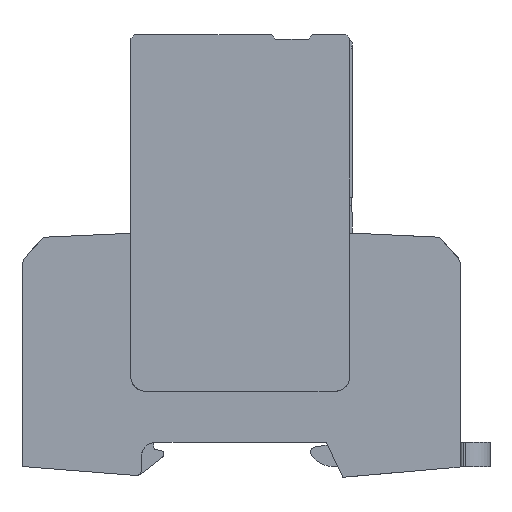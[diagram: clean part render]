
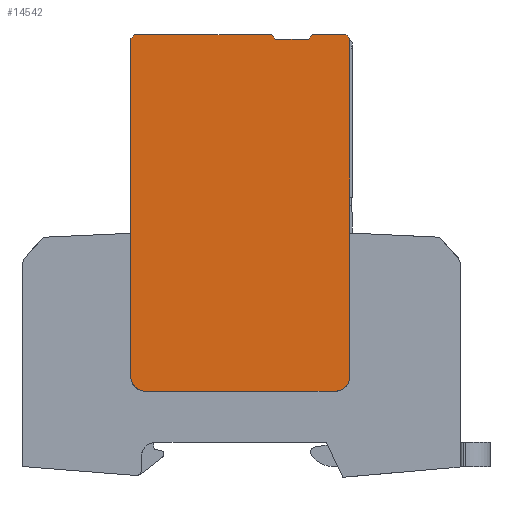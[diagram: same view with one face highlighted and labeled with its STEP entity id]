
A CAD part, left-side view. The second image highlights one B-rep face of the part: STEP entity #14542.
In plain terms, the highlighted planar face has unit normal (-1, 0, 0).
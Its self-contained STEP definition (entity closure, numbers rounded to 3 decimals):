
#14389=AXIS2_PLACEMENT_3D('Plane Axis2P3D',#14386,#14387,#14388) ;
#14386=CARTESIAN_POINT('Axis2P3D Location',(0.,72.86,17.703)) ;
#14392=CARTESIAN_POINT('Control Point',(0.,73.86,53.28)) ;
#14393=CARTESIAN_POINT('Control Point',(0.,73.86,46.765)) ;
#14394=CARTESIAN_POINT('Control Point',(0.,73.86,40.249)) ;
#14395=CARTESIAN_POINT('Control Point',(0.,73.86,33.734)) ;
#14396=CARTESIAN_POINT('Control Point',(0.,73.86,27.218)) ;
#14397=CARTESIAN_POINT('Control Point',(0.,73.86,20.703)) ;
#14398=CARTESIAN_POINT('Vertex',(0.,73.86,53.28)) ;
#14400=CARTESIAN_POINT('Vertex',(0.,73.86,20.703)) ;
#14404=CARTESIAN_POINT('Control Point',(0.,73.86,20.703)) ;
#14405=CARTESIAN_POINT('Control Point',(0.,73.86,19.76)) ;
#14406=CARTESIAN_POINT('Control Point',(0.,73.491,18.817)) ;
#14407=CARTESIAN_POINT('Control Point',(0.,72.746,18.072)) ;
#14408=CARTESIAN_POINT('Control Point',(0.,71.803,17.703)) ;
#14409=CARTESIAN_POINT('Control Point',(0.,70.86,17.703)) ;
#14410=CARTESIAN_POINT('Vertex',(0.,70.86,17.703)) ;
#14414=CARTESIAN_POINT('Control Point',(0.,70.86,17.703)) ;
#14415=CARTESIAN_POINT('Control Point',(0.,63.06,17.703)) ;
#14416=CARTESIAN_POINT('Control Point',(0.,55.26,17.703)) ;
#14417=CARTESIAN_POINT('Control Point',(0.,47.46,17.703)) ;
#14418=CARTESIAN_POINT('Control Point',(0.,39.66,17.703)) ;
#14419=CARTESIAN_POINT('Control Point',(0.,31.86,17.703)) ;
#14420=CARTESIAN_POINT('Vertex',(0.,31.86,17.703)) ;
#14424=CARTESIAN_POINT('Control Point',(0.,31.86,17.703)) ;
#14425=CARTESIAN_POINT('Control Point',(0.,30.918,17.703)) ;
#14426=CARTESIAN_POINT('Control Point',(0.,29.975,18.072)) ;
#14427=CARTESIAN_POINT('Control Point',(0.,29.229,18.817)) ;
#14428=CARTESIAN_POINT('Control Point',(0.,28.86,19.76)) ;
#14429=CARTESIAN_POINT('Control Point',(0.,28.86,20.703)) ;
#14430=CARTESIAN_POINT('Vertex',(0.,28.86,20.703)) ;
#14434=CARTESIAN_POINT('Control Point',(0.,28.86,20.703)) ;
#14435=CARTESIAN_POINT('Control Point',(0.,28.86,27.218)) ;
#14436=CARTESIAN_POINT('Control Point',(0.,28.86,33.734)) ;
#14437=CARTESIAN_POINT('Control Point',(0.,28.86,40.249)) ;
#14438=CARTESIAN_POINT('Control Point',(0.,28.86,46.765)) ;
#14439=CARTESIAN_POINT('Control Point',(0.,28.86,53.28)) ;
#14440=CARTESIAN_POINT('Vertex',(0.,28.86,53.28)) ;
#14444=CARTESIAN_POINT('Control Point',(0.,28.86,53.28)) ;
#14445=CARTESIAN_POINT('Control Point',(0.,28.86,59.144)) ;
#14446=CARTESIAN_POINT('Control Point',(0.,28.86,65.008)) ;
#14447=CARTESIAN_POINT('Control Point',(0.,28.86,70.872)) ;
#14448=CARTESIAN_POINT('Control Point',(0.,28.86,76.736)) ;
#14449=CARTESIAN_POINT('Control Point',(0.,28.86,82.6)) ;
#14450=CARTESIAN_POINT('Vertex',(0.,28.86,82.6)) ;
#14453=CARTESIAN_POINT('Line Origine',(0.,28.86,86.425)) ;
#14457=CARTESIAN_POINT('Vertex',(0.,28.86,90.25)) ;
#14460=CARTESIAN_POINT('Line Origine',(0.,29.235,90.625)) ;
#14464=CARTESIAN_POINT('Vertex',(0.,29.61,91.)) ;
#14467=CARTESIAN_POINT('Line Origine',(0.,33.035,91.)) ;
#14471=CARTESIAN_POINT('Vertex',(0.,36.46,91.)) ;
#14474=CARTESIAN_POINT('Line Origine',(0.,36.91,90.55)) ;
#14478=CARTESIAN_POINT('Vertex',(0.,37.36,90.1)) ;
#14481=CARTESIAN_POINT('Line Origine',(0.,40.71,90.1)) ;
#14485=CARTESIAN_POINT('Vertex',(0.,44.06,90.1)) ;
#14488=CARTESIAN_POINT('Line Origine',(0.,44.51,90.55)) ;
#14492=CARTESIAN_POINT('Vertex',(0.,44.96,91.)) ;
#14495=CARTESIAN_POINT('Line Origine',(0.,59.035,91.)) ;
#14499=CARTESIAN_POINT('Vertex',(0.,73.11,91.)) ;
#14502=CARTESIAN_POINT('Line Origine',(0.,73.485,90.625)) ;
#14506=CARTESIAN_POINT('Vertex',(0.,73.86,90.25)) ;
#14509=CARTESIAN_POINT('Line Origine',(0.,73.86,86.425)) ;
#14513=CARTESIAN_POINT('Vertex',(0.,73.86,82.6)) ;
#14517=CARTESIAN_POINT('Control Point',(0.,73.86,82.6)) ;
#14518=CARTESIAN_POINT('Control Point',(0.,73.86,76.736)) ;
#14519=CARTESIAN_POINT('Control Point',(0.,73.86,70.872)) ;
#14520=CARTESIAN_POINT('Control Point',(0.,73.86,65.008)) ;
#14521=CARTESIAN_POINT('Control Point',(0.,73.86,59.144)) ;
#14522=CARTESIAN_POINT('Control Point',(0.,73.86,53.28)) ;
#14387=DIRECTION('Axis2P3D Direction',(-1.,0.,0.)) ;
#14388=DIRECTION('Axis2P3D XDirection',(0.,1.,0.)) ;
#14454=DIRECTION('Vector Direction',(0.,0.,1.)) ;
#14461=DIRECTION('Vector Direction',(0.,0.707,0.707)) ;
#14468=DIRECTION('Vector Direction',(0.,1.,0.)) ;
#14475=DIRECTION('Vector Direction',(0.,0.707,-0.707)) ;
#14482=DIRECTION('Vector Direction',(0.,1.,0.)) ;
#14489=DIRECTION('Vector Direction',(0.,0.707,0.707)) ;
#14496=DIRECTION('Vector Direction',(0.,1.,0.)) ;
#14503=DIRECTION('Vector Direction',(0.,0.707,-0.707)) ;
#14510=DIRECTION('Vector Direction',(0.,0.,1.)) ;
#14455=VECTOR('Line Direction',#14454,1.) ;
#14462=VECTOR('Line Direction',#14461,1.) ;
#14469=VECTOR('Line Direction',#14468,1.) ;
#14476=VECTOR('Line Direction',#14475,1.) ;
#14483=VECTOR('Line Direction',#14482,1.) ;
#14490=VECTOR('Line Direction',#14489,1.) ;
#14497=VECTOR('Line Direction',#14496,1.) ;
#14504=VECTOR('Line Direction',#14503,1.) ;
#14511=VECTOR('Line Direction',#14510,1.) ;
#14525=ORIENTED_EDGE('',*,*,#14402,.T.) ;
#14526=ORIENTED_EDGE('',*,*,#14412,.T.) ;
#14527=ORIENTED_EDGE('',*,*,#14422,.T.) ;
#14528=ORIENTED_EDGE('',*,*,#14432,.T.) ;
#14529=ORIENTED_EDGE('',*,*,#14442,.T.) ;
#14530=ORIENTED_EDGE('',*,*,#14452,.T.) ;
#14531=ORIENTED_EDGE('',*,*,#14459,.T.) ;
#14532=ORIENTED_EDGE('',*,*,#14466,.T.) ;
#14533=ORIENTED_EDGE('',*,*,#14473,.T.) ;
#14534=ORIENTED_EDGE('',*,*,#14480,.T.) ;
#14535=ORIENTED_EDGE('',*,*,#14487,.T.) ;
#14536=ORIENTED_EDGE('',*,*,#14494,.T.) ;
#14537=ORIENTED_EDGE('',*,*,#14501,.T.) ;
#14538=ORIENTED_EDGE('',*,*,#14508,.T.) ;
#14539=ORIENTED_EDGE('',*,*,#14515,.F.) ;
#14540=ORIENTED_EDGE('',*,*,#14523,.T.) ;
#14542=ADVANCED_FACE('ABLEITER_1',(#14541),#14390,.T.) ;
#14391=B_SPLINE_CURVE_WITH_KNOTS('',5,(#14392,#14393,#14394,#14395,#14396,#14397),.UNSPECIFIED.,.F.,.U.,(6,6),(21.373,53.95),.UNSPECIFIED.) ;
#14403=B_SPLINE_CURVE_WITH_KNOTS('',5,(#14404,#14405,#14406,#14407,#14408,#14409),.UNSPECIFIED.,.F.,.U.,(6,6),(0.,4.965),.UNSPECIFIED.) ;
#14413=B_SPLINE_CURVE_WITH_KNOTS('',5,(#14414,#14415,#14416,#14417,#14418,#14419),.UNSPECIFIED.,.F.,.U.,(6,6),(0.,39.),.UNSPECIFIED.) ;
#14423=B_SPLINE_CURVE_WITH_KNOTS('',5,(#14424,#14425,#14426,#14427,#14428,#14429),.UNSPECIFIED.,.F.,.U.,(6,6),(0.,4.965),.UNSPECIFIED.) ;
#14433=B_SPLINE_CURVE_WITH_KNOTS('',5,(#14434,#14435,#14436,#14437,#14438,#14439),.UNSPECIFIED.,.F.,.U.,(6,6),(0.,32.577),.UNSPECIFIED.) ;
#14443=B_SPLINE_CURVE_WITH_KNOTS('',5,(#14444,#14445,#14446,#14447,#14448,#14449),.UNSPECIFIED.,.F.,.U.,(6,6),(23.981,53.3),.UNSPECIFIED.) ;
#14516=B_SPLINE_CURVE_WITH_KNOTS('',5,(#14517,#14518,#14519,#14520,#14521,#14522),.UNSPECIFIED.,.F.,.U.,(6,6),(0.65,29.969),.UNSPECIFIED.) ;
#14402=EDGE_CURVE('',#14399,#14401,#14391,.T.) ;
#14412=EDGE_CURVE('',#14401,#14411,#14403,.T.) ;
#14422=EDGE_CURVE('',#14411,#14421,#14413,.T.) ;
#14432=EDGE_CURVE('',#14421,#14431,#14423,.T.) ;
#14442=EDGE_CURVE('',#14431,#14441,#14433,.T.) ;
#14452=EDGE_CURVE('',#14441,#14451,#14443,.T.) ;
#14459=EDGE_CURVE('',#14451,#14458,#14456,.T.) ;
#14466=EDGE_CURVE('',#14458,#14465,#14463,.T.) ;
#14473=EDGE_CURVE('',#14465,#14472,#14470,.T.) ;
#14480=EDGE_CURVE('',#14472,#14479,#14477,.T.) ;
#14487=EDGE_CURVE('',#14479,#14486,#14484,.T.) ;
#14494=EDGE_CURVE('',#14486,#14493,#14491,.T.) ;
#14501=EDGE_CURVE('',#14493,#14500,#14498,.T.) ;
#14508=EDGE_CURVE('',#14500,#14507,#14505,.T.) ;
#14515=EDGE_CURVE('',#14514,#14507,#14512,.T.) ;
#14523=EDGE_CURVE('',#14514,#14399,#14516,.T.) ;
#14524=EDGE_LOOP('',(#14525,#14526,#14527,#14528,#14529,#14530,#14531,#14532,#14533,#14534,#14535,#14536,#14537,#14538,#14539,#14540)) ;
#14541=FACE_OUTER_BOUND('',#14524,.T.) ;
#14456=LINE('Line',#14453,#14455) ;
#14463=LINE('Line',#14460,#14462) ;
#14470=LINE('Line',#14467,#14469) ;
#14477=LINE('Line',#14474,#14476) ;
#14484=LINE('Line',#14481,#14483) ;
#14491=LINE('Line',#14488,#14490) ;
#14498=LINE('Line',#14495,#14497) ;
#14505=LINE('Line',#14502,#14504) ;
#14512=LINE('Line',#14509,#14511) ;
#14390=PLANE('',#14389) ;
#14399=VERTEX_POINT('',#14398) ;
#14401=VERTEX_POINT('',#14400) ;
#14411=VERTEX_POINT('',#14410) ;
#14421=VERTEX_POINT('',#14420) ;
#14431=VERTEX_POINT('',#14430) ;
#14441=VERTEX_POINT('',#14440) ;
#14451=VERTEX_POINT('',#14450) ;
#14458=VERTEX_POINT('',#14457) ;
#14465=VERTEX_POINT('',#14464) ;
#14472=VERTEX_POINT('',#14471) ;
#14479=VERTEX_POINT('',#14478) ;
#14486=VERTEX_POINT('',#14485) ;
#14493=VERTEX_POINT('',#14492) ;
#14500=VERTEX_POINT('',#14499) ;
#14507=VERTEX_POINT('',#14506) ;
#14514=VERTEX_POINT('',#14513) ;
